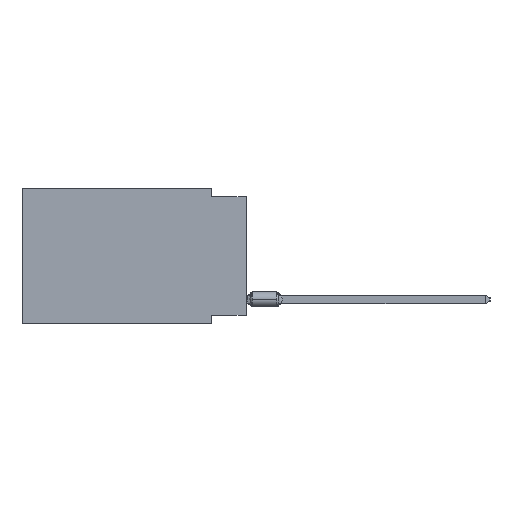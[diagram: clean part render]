
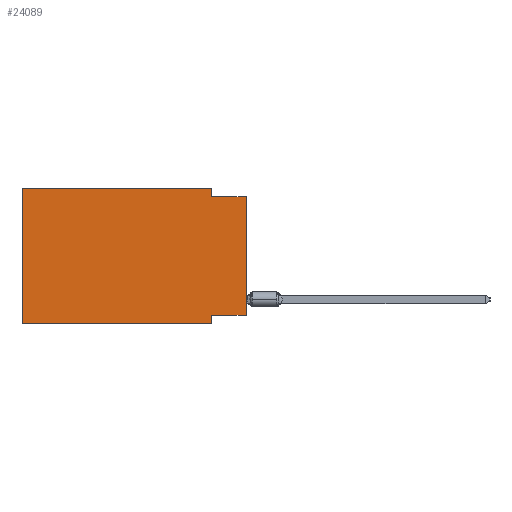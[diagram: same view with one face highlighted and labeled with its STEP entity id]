
A CAD part, left-side view. The second image highlights one B-rep face of the part: STEP entity #24089.
In plain terms, the highlighted planar face has unit normal (-1, 0, 0).
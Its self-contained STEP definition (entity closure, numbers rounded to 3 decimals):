
#671 = DIRECTION ( 'NONE',  ( 0., -1., 0. ) ) ;
#728 = EDGE_CURVE ( 'NONE', #30114, #38715, #12343, .T. ) ;
#945 = CARTESIAN_POINT ( 'NONE',  ( 0., 0., -0.635 ) ) ;
#1210 = DIRECTION ( 'NONE',  ( 0., 0., -1. ) ) ;
#1934 = CARTESIAN_POINT ( 'NONE',  ( 0., 16.383, -9.906 ) ) ;
#2526 = VERTEX_POINT ( 'NONE', #22836 ) ;
#2984 = EDGE_LOOP ( 'NONE', ( #29434, #10103, #25527, #11250, #21459, #24785, #34937, #32775 ) ) ;
#3783 = VECTOR ( 'NONE', #34719, 1000. ) ;
#4459 = FACE_OUTER_BOUND ( 'NONE', #2984, .T. ) ;
#4701 = LINE ( 'NONE', #29323, #15438 ) ;
#4975 = LINE ( 'NONE', #1934, #22608 ) ;
#5560 = LINE ( 'NONE', #11271, #29749 ) ;
#6714 = CARTESIAN_POINT ( 'NONE',  ( 0., 16.383, 0. ) ) ;
#7820 = LINE ( 'NONE', #20262, #19443 ) ;
#8302 = CARTESIAN_POINT ( 'NONE',  ( 0., 2.54, 0. ) ) ;
#9275 = DIRECTION ( 'NONE',  ( 0., 1., 0. ) ) ;
#9670 = CARTESIAN_POINT ( 'NONE',  ( 0., 0., -9.271 ) ) ;
#9970 = DIRECTION ( 'NONE',  ( 1., 0., 0. ) ) ;
#10103 = ORIENTED_EDGE ( 'NONE', *, *, #33826, .F. ) ;
#10169 = PLANE ( 'NONE',  #22321 ) ;
#11250 = ORIENTED_EDGE ( 'NONE', *, *, #35204, .F. ) ;
#11271 = CARTESIAN_POINT ( 'NONE',  ( 0., 2.54, -9.906 ) ) ;
#11375 = EDGE_CURVE ( 'NONE', #29437, #2526, #7820, .T. ) ;
#11863 = VECTOR ( 'NONE', #37452, 1000. ) ;
#11971 = VERTEX_POINT ( 'NONE', #945 ) ;
#12343 = LINE ( 'NONE', #9670, #19983 ) ;
#12814 = CARTESIAN_POINT ( 'NONE',  ( 0., 16.383, 0. ) ) ;
#14431 = VECTOR ( 'NONE', #671, 1000. ) ;
#15162 = LINE ( 'NONE', #28346, #11863 ) ;
#15369 = EDGE_CURVE ( 'NONE', #30114, #11971, #4701, .T. ) ;
#15438 = VECTOR ( 'NONE', #23244, 1000. ) ;
#18410 = VERTEX_POINT ( 'NONE', #26033 ) ;
#19251 = CARTESIAN_POINT ( 'NONE',  ( 0., 2.54, -9.271 ) ) ;
#19443 = VECTOR ( 'NONE', #26566, 1000. ) ;
#19983 = VECTOR ( 'NONE', #9275, 1000. ) ;
#20262 = CARTESIAN_POINT ( 'NONE',  ( 0., 2.54, 0. ) ) ;
#21459 = ORIENTED_EDGE ( 'NONE', *, *, #29214, .F. ) ;
#22321 = AXIS2_PLACEMENT_3D ( 'NONE', #6714, #9970, #1210 ) ;
#22608 = VECTOR ( 'NONE', #36484, 1000. ) ;
#22836 = CARTESIAN_POINT ( 'NONE',  ( 0., 2.54, -0.635 ) ) ;
#23075 = LINE ( 'NONE', #32368, #14431 ) ;
#23244 = DIRECTION ( 'NONE',  ( 0., 0., 1. ) ) ;
#23587 = VERTEX_POINT ( 'NONE', #37047 ) ;
#24089 = ADVANCED_FACE ( 'NONE', ( #4459 ), #10169, .F. ) ;
#24785 = ORIENTED_EDGE ( 'NONE', *, *, #28060, .T. ) ;
#25527 = ORIENTED_EDGE ( 'NONE', *, *, #11375, .F. ) ;
#26033 = CARTESIAN_POINT ( 'NONE',  ( 0., 2.54, -9.906 ) ) ;
#26566 = DIRECTION ( 'NONE',  ( 0., 0., -1. ) ) ;
#28060 = EDGE_CURVE ( 'NONE', #23587, #18410, #4975, .T. ) ;
#28272 = LINE ( 'NONE', #12814, #3783 ) ;
#28346 = CARTESIAN_POINT ( 'NONE',  ( 0., 0., -0.635 ) ) ;
#28554 = EDGE_CURVE ( 'NONE', #38715, #18410, #5560, .T. ) ;
#28964 = CARTESIAN_POINT ( 'NONE',  ( 0., 0., -9.271 ) ) ;
#29214 = EDGE_CURVE ( 'NONE', #23587, #31282, #28272, .T. ) ;
#29323 = CARTESIAN_POINT ( 'NONE',  ( 0., 0., 0. ) ) ;
#29434 = ORIENTED_EDGE ( 'NONE', *, *, #15369, .T. ) ;
#29437 = VERTEX_POINT ( 'NONE', #8302 ) ;
#29749 = VECTOR ( 'NONE', #33197, 1000. ) ;
#30114 = VERTEX_POINT ( 'NONE', #28964 ) ;
#31282 = VERTEX_POINT ( 'NONE', #37691 ) ;
#32368 = CARTESIAN_POINT ( 'NONE',  ( 0., 16.383, 0. ) ) ;
#32775 = ORIENTED_EDGE ( 'NONE', *, *, #728, .F. ) ;
#33197 = DIRECTION ( 'NONE',  ( 0., 0., -1. ) ) ;
#33826 = EDGE_CURVE ( 'NONE', #2526, #11971, #15162, .T. ) ;
#34719 = DIRECTION ( 'NONE',  ( 0., 0., 1. ) ) ;
#34937 = ORIENTED_EDGE ( 'NONE', *, *, #28554, .F. ) ;
#35204 = EDGE_CURVE ( 'NONE', #31282, #29437, #23075, .T. ) ;
#36484 = DIRECTION ( 'NONE',  ( 0., -1., 0. ) ) ;
#37047 = CARTESIAN_POINT ( 'NONE',  ( 0., 16.383, -9.906 ) ) ;
#37452 = DIRECTION ( 'NONE',  ( 0., -1., 0. ) ) ;
#37691 = CARTESIAN_POINT ( 'NONE',  ( 0., 16.383, 0. ) ) ;
#38715 = VERTEX_POINT ( 'NONE', #19251 ) ;
